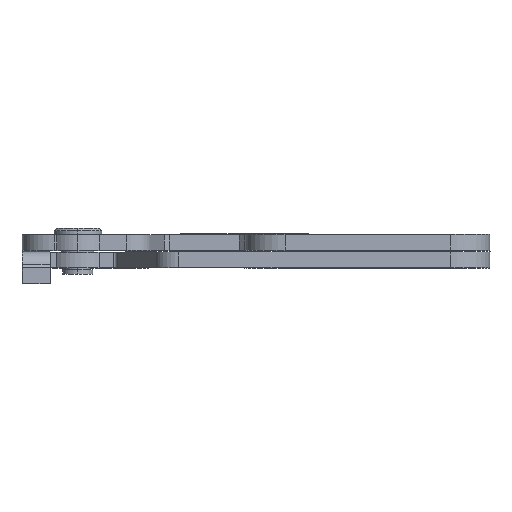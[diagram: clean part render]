
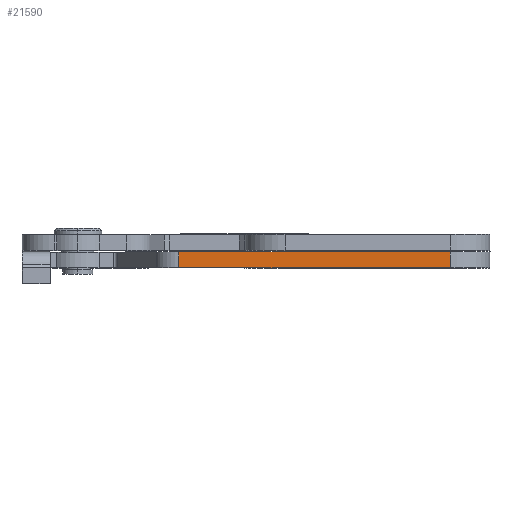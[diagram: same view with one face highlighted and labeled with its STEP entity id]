
A CAD part, top view. The second image highlights one B-rep face of the part: STEP entity #21590.
In plain terms, the highlighted planar face has unit normal (0.004, 0, 1).
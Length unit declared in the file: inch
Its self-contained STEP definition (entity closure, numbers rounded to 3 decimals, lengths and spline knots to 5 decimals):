
#521 = EDGE_CURVE ( 'NONE', #17389, #5972, #11382, .T. ) ;
#708 = CARTESIAN_POINT ( 'NONE',  ( 2.0425, -0.16535, 0.73944 ) ) ;
#1346 = VECTOR ( 'NONE', #28618, 39.37008 ) ;
#2422 = ORIENTED_EDGE ( 'NONE', *, *, #20608, .T. ) ;
#2856 = DIRECTION ( 'NONE',  ( 1., 0., -0.004 ) ) ;
#3633 = CARTESIAN_POINT ( 'NONE',  ( 1.84565, -0.16535, 0.74027 ) ) ;
#5972 = VERTEX_POINT ( 'NONE', #15586 ) ;
#6853 = DIRECTION ( 'NONE',  ( 0., 1., 0. ) ) ;
#8694 = CARTESIAN_POINT ( 'NONE',  ( 0.49984, -0.31534, 0.74593 ) ) ;
#9721 = FACE_OUTER_BOUND ( 'NONE', #22796, .T. ) ;
#11044 = VECTOR ( 'NONE', #28246, 39.37008 ) ;
#11382 = LINE ( 'NONE', #20679, #13587 ) ;
#12081 = CARTESIAN_POINT ( 'NONE',  ( 1.84565, -0.08661, 0.74027 ) ) ;
#12753 = CARTESIAN_POINT ( 'NONE',  ( 1.84565, -0.08661, 0.74027 ) ) ;
#13167 = VECTOR ( 'NONE', #6853, 39.37008 ) ;
#13587 = VECTOR ( 'NONE', #18396, 39.37008 ) ;
#14438 = PLANE ( 'NONE',  #28470 ) ;
#15586 = CARTESIAN_POINT ( 'NONE',  ( 0.49984, -0.08661, 0.74593 ) ) ;
#17389 = VERTEX_POINT ( 'NONE', #12753 ) ;
#18336 = EDGE_CURVE ( 'NONE', #25391, #5972, #27748, .T. ) ;
#18396 = DIRECTION ( 'NONE',  ( -1., 0., 0.004 ) ) ;
#19014 = CARTESIAN_POINT ( 'NONE',  ( 2.0425, -0.08661, 0.73944 ) ) ;
#20011 = ORIENTED_EDGE ( 'NONE', *, *, #23581, .T. ) ;
#20608 = EDGE_CURVE ( 'NONE', #23120, #17389, #27948, .T. ) ;
#20679 = CARTESIAN_POINT ( 'NONE',  ( 1.84565, -0.08661, 0.74027 ) ) ;
#21231 = CARTESIAN_POINT ( 'NONE',  ( 0.49984, -0.16535, 0.74593 ) ) ;
#21590 = ADVANCED_FACE ( 'NONE', ( #9721 ), #14438, .T. ) ;
#21592 = LINE ( 'NONE', #708, #1346 ) ;
#22796 = EDGE_LOOP ( 'NONE', ( #20011, #2422, #26950, #29765 ) ) ;
#23120 = VERTEX_POINT ( 'NONE', #3633 ) ;
#23581 = EDGE_CURVE ( 'NONE', #25391, #23120, #21592, .T. ) ;
#25391 = VERTEX_POINT ( 'NONE', #21231 ) ;
#26027 = DIRECTION ( 'NONE',  ( 0.004, 0., 1. ) ) ;
#26950 = ORIENTED_EDGE ( 'NONE', *, *, #521, .T. ) ;
#27748 = LINE ( 'NONE', #8694, #13167 ) ;
#27948 = LINE ( 'NONE', #12081, #11044 ) ;
#28246 = DIRECTION ( 'NONE',  ( 0., 1., 0. ) ) ;
#28470 = AXIS2_PLACEMENT_3D ( 'NONE', #19014, #26027, #2856 ) ;
#28618 = DIRECTION ( 'NONE',  ( 1., 0., -0.004 ) ) ;
#29765 = ORIENTED_EDGE ( 'NONE', *, *, #18336, .F. ) ;
